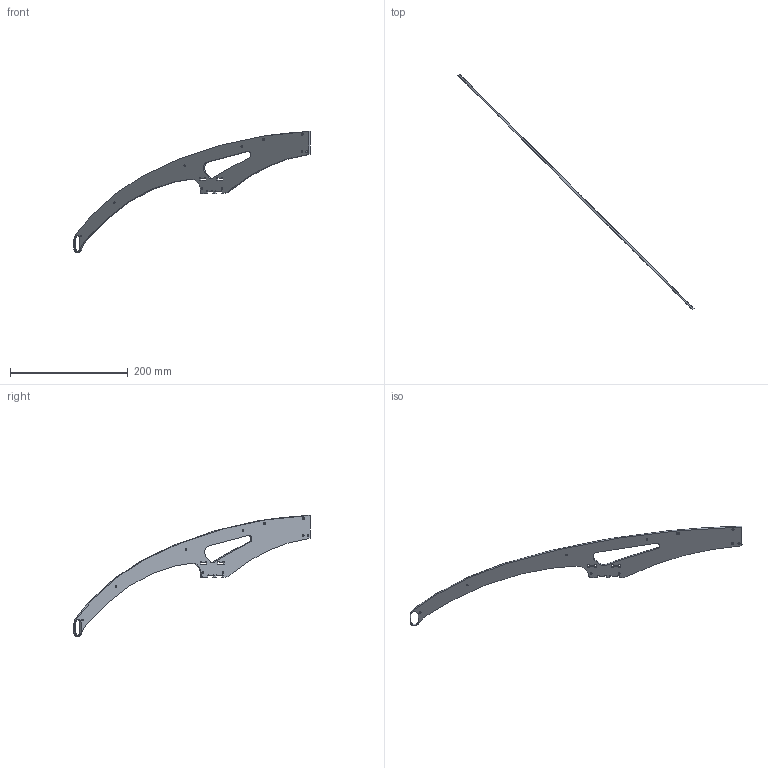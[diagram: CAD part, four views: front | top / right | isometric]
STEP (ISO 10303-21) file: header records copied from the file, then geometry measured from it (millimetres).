
FILE_DESCRIPTION(/* description */ (''),/* implementation_level */ '2;1');
FILE_NAME(/* name */ 'Arm.step',/* time_stamp */ '2018-01-13T14:25:21-05:00',/* author */ (''),/* organization */ (''),/* preprocessor_version */ 'ST-DEVELOPER v16.13',/* originating_system */ 'Autodesk Translation Framework v6.5.0.72',/* authorisation */ '');
FILE_SCHEMA (('AUTOMOTIVE_DESIGN { 1 0 10303 214 3 1 1 }'));
Length unit declared in the file: millimetre
Products named in the file (1): arm (3) (1) (4)
Bounding box: 400.85 x 400.85 x 205.75 mm (x, y, z)
Volume: 68907.6 mm3; surface area: 51413.4 mm2
Topology: 1 solids, 1 shells, 68 faces, 204 edges, 137 vertices
Faces by surface type: cylinder 38, plane 26, bspline 4
Full cylindrical faces by diameter (mm): 3 x6, 4 x2, 5 x1
Entity records: 2678 total; most frequent: CARTESIAN_POINT 705, ORIENTED_EDGE 408, DIRECTION 402, EDGE_CURVE 204, AXIS2_PLACEMENT_3D 144, VERTEX_POINT 137, LINE 114, VECTOR 114
